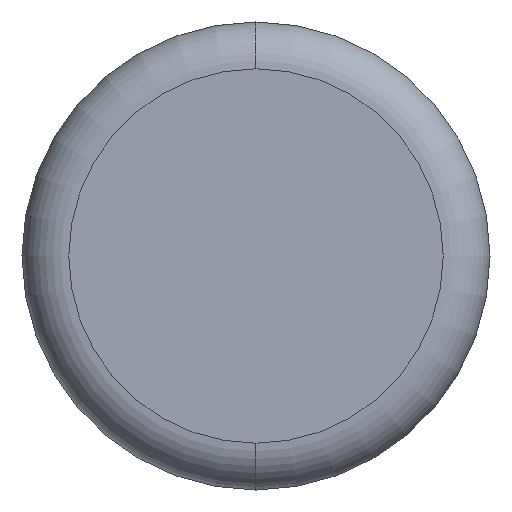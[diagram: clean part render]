
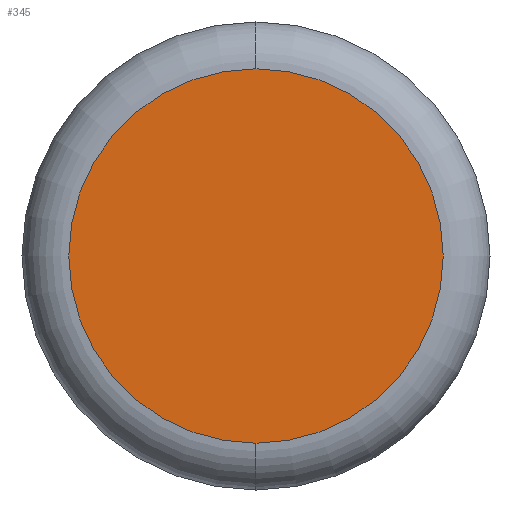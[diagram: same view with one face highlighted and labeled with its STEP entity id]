
A CAD part, left-side view. The second image highlights one B-rep face of the part: STEP entity #345.
In plain terms, the highlighted planar face has unit normal (-1, 0, 0).
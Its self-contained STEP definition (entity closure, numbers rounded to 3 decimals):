
#11 = CIRCLE ( 'NONE', #361, 4. ) ;
#13 = ORIENTED_EDGE ( 'NONE', *, *, #21, .T. ) ;
#15 = DIRECTION ( 'NONE',  ( 0., 0., 1. ) ) ;
#21 = EDGE_CURVE ( 'NONE', #428, #120, #187, .T. ) ;
#85 = CARTESIAN_POINT ( 'NONE',  ( 0., 0., 0. ) ) ;
#120 = VERTEX_POINT ( 'NONE', #320 ) ;
#138 = DIRECTION ( 'NONE',  ( 0., 0., 1. ) ) ;
#158 = CARTESIAN_POINT ( 'NONE',  ( 0., 0., 0. ) ) ;
#177 = AXIS2_PLACEMENT_3D ( 'NONE', #85, #357, #15 ) ;
#187 = CIRCLE ( 'NONE', #177, 4. ) ;
#198 = EDGE_LOOP ( 'NONE', ( #13, #454 ) ) ;
#292 = EDGE_CURVE ( 'NONE', #120, #428, #11, .T. ) ;
#309 = PLANE ( 'NONE',  #431 ) ;
#320 = CARTESIAN_POINT ( 'NONE',  ( 0., 0., -4. ) ) ;
#345 = ADVANCED_FACE ( 'NONE', ( #469 ), #309, .F. ) ;
#357 = DIRECTION ( 'NONE',  ( -1., 0., 0. ) ) ;
#361 = AXIS2_PLACEMENT_3D ( 'NONE', #416, #488, #138 ) ;
#388 = DIRECTION ( 'NONE',  ( 1., 0., 0. ) ) ;
#416 = CARTESIAN_POINT ( 'NONE',  ( 0., 0., 0. ) ) ;
#428 = VERTEX_POINT ( 'NONE', #440 ) ;
#429 = DIRECTION ( 'NONE',  ( 0., 0., -1. ) ) ;
#431 = AXIS2_PLACEMENT_3D ( 'NONE', #158, #388, #429 ) ;
#440 = CARTESIAN_POINT ( 'NONE',  ( 0., 0., 4. ) ) ;
#454 = ORIENTED_EDGE ( 'NONE', *, *, #292, .T. ) ;
#469 = FACE_OUTER_BOUND ( 'NONE', #198, .T. ) ;
#488 = DIRECTION ( 'NONE',  ( -1., 0., 0. ) ) ;
